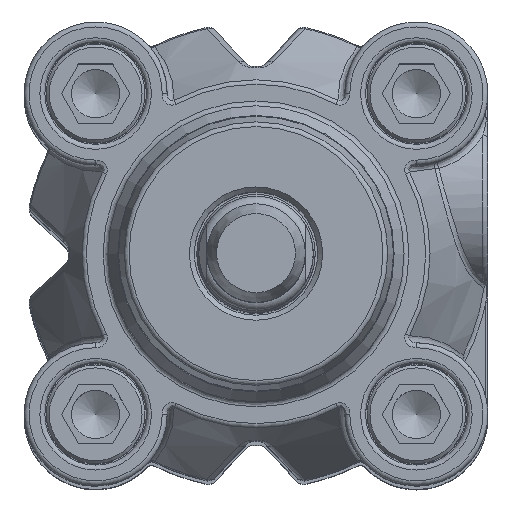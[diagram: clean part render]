
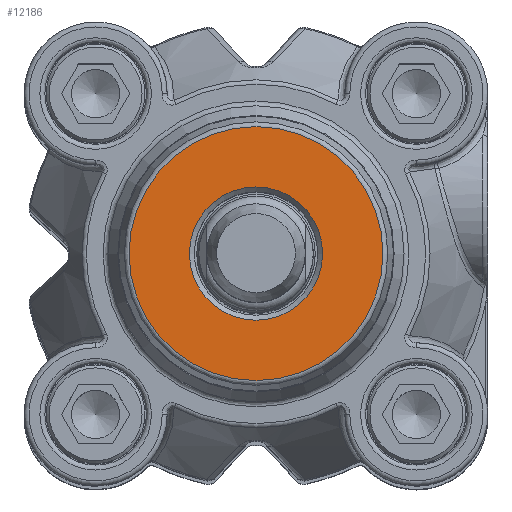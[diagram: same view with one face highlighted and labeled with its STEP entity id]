
A CAD part, top view. The second image highlights one B-rep face of the part: STEP entity #12186.
In plain terms, the highlighted planar face has unit normal (0, 0, 1).
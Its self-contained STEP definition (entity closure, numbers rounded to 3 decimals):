
#12135=CARTESIAN_POINT('',(6.75,0.,140.));
#12136=VERTEX_POINT('',#12135);
#12137=CARTESIAN_POINT('',(0.0,0.0,140.));
#12138=DIRECTION('',(0.0,0.0,1.0));
#12139=DIRECTION('',(-1.0,0.0,0.0));
#12140=AXIS2_PLACEMENT_3D('',#12137,#12138,#12139);
#12141=CIRCLE('',#12140,6.75);
#12142=EDGE_CURVE('',#12136,#12136,#12141,.T.);
#12167=CARTESIAN_POINT('',(0.0,-6.433,140.));
#12168=DIRECTION('',(0.0,0.0,1.0));
#12169=DIRECTION('',(1.0,0.0,0.0));
#12170=AXIS2_PLACEMENT_3D('',#12167,#12168,#12169);
#12171=PLANE('',#12170);
#12172=CARTESIAN_POINT('',(0.0,-12.866,140.));
#12173=VERTEX_POINT('',#12172);
#12174=CARTESIAN_POINT('',(0.0,0.0,140.));
#12175=DIRECTION('',(0.0,0.0,1.0));
#12176=DIRECTION('',(0.0,-1.0,0.0));
#12177=AXIS2_PLACEMENT_3D('',#12174,#12175,#12176);
#12178=CIRCLE('',#12177,12.866);
#12179=EDGE_CURVE('',#12173,#12173,#12178,.T.);
#12180=ORIENTED_EDGE('',*,*,#12179,.T.);
#12181=EDGE_LOOP('',(#12180));
#12182=FACE_OUTER_BOUND('',#12181,.T.);
#12183=ORIENTED_EDGE('',*,*,#12142,.F.);
#12184=EDGE_LOOP('',(#12183));
#12185=FACE_BOUND('',#12184,.T.);
#12186=ADVANCED_FACE('',(#12182,#12185),#12171,.T.);
